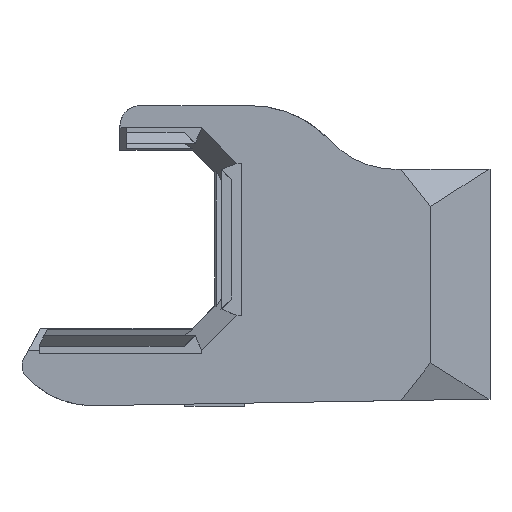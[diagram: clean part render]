
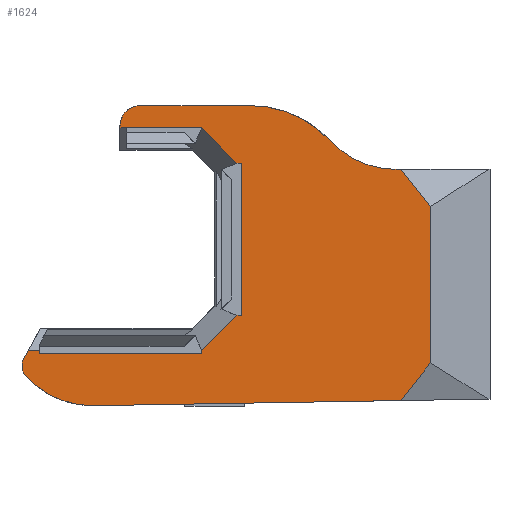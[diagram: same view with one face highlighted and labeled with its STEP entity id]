
A CAD part, front view. The second image highlights one B-rep face of the part: STEP entity #1624.
In plain terms, the highlighted planar face has unit normal (0, -1, 0).
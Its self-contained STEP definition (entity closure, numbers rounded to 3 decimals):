
#1=DIRECTION('',(0.,0.,-1.));
#2=VECTOR('',#1,0.426);
#3=CARTESIAN_POINT('',(-18.814,0.,7.5));
#4=LINE('',#3,#2);
#5=DIRECTION('',(1.,0.,0.));
#6=VECTOR('',#5,21.807);
#7=CARTESIAN_POINT('',(-18.814,0.,7.074));
#8=LINE('',#7,#6);
#9=DIRECTION('',(0.,0.,1.));
#10=VECTOR('',#9,0.426);
#11=CARTESIAN_POINT('',(2.993,0.,7.074));
#12=LINE('',#11,#10);
#13=DIRECTION('',(0.707,0.,0.707));
#14=VECTOR('',#13,6.728);
#15=CARTESIAN_POINT('',(2.993,0.,7.5));
#16=LINE('',#15,#14);
#17=DIRECTION('',(1.,0.,0.));
#18=VECTOR('',#17,0.6);
#19=CARTESIAN_POINT('',(7.75,0.,12.257));
#20=LINE('',#19,#18);
#21=DIRECTION('',(0.,0.,1.));
#22=VECTOR('',#21,20.485);
#23=CARTESIAN_POINT('',(8.35,0.,12.257));
#24=LINE('',#23,#22);
#25=DIRECTION('',(-1.,0.,0.));
#26=VECTOR('',#25,0.6);
#27=CARTESIAN_POINT('',(8.35,0.,32.743));
#28=LINE('',#27,#26);
#29=DIRECTION('',(-0.707,0.,0.707));
#30=VECTOR('',#29,6.728);
#31=CARTESIAN_POINT('',(7.75,0.,32.743));
#32=LINE('',#31,#30);
#33=DIRECTION('',(0.,0.,1.));
#34=VECTOR('',#33,0.021);
#35=CARTESIAN_POINT('',(2.993,0.,37.5));
#36=LINE('',#35,#34);
#37=DIRECTION('',(-1.,0.,0.));
#38=VECTOR('',#37,10.093);
#39=CARTESIAN_POINT('',(2.993,0.,37.521));
#40=LINE('',#39,#38);
#41=DIRECTION('',(0.,0.,-1.));
#42=VECTOR('',#41,0.021);
#43=CARTESIAN_POINT('',(-7.1,0.,37.521));
#44=LINE('',#43,#42);
#45=DIRECTION('',(1.,0.,0.));
#46=VECTOR('',#45,0.9);
#47=CARTESIAN_POINT('',(-8.,0.,37.5));
#48=LINE('',#47,#46);
#49=DIRECTION('',(0.,0.,-1.));
#50=VECTOR('',#49,0.2);
#51=CARTESIAN_POINT('',(-8.,0.,37.7));
#52=LINE('',#51,#50);
#53=CARTESIAN_POINT('',(-5.2,0.,37.7));
#54=DIRECTION('',(0.,-1.,0.));
#55=DIRECTION('',(0.,0.,1.));
#56=AXIS2_PLACEMENT_3D('',#53,#54,#55);
#58=DIRECTION('',(-1.,0.,0.));
#59=VECTOR('',#58,14.638);
#60=CARTESIAN_POINT('',(9.438,0.,40.5));
#61=LINE('',#60,#59);
#62=CARTESIAN_POINT('',(9.438,0.,25.7));
#63=DIRECTION('',(0.,-1.,0.));
#64=DIRECTION('',(0.733,0.,0.68));
#65=AXIS2_PLACEMENT_3D('',#62,#63,#64);
#67=DIRECTION('',(-1.,0.,0.));
#68=VECTOR('',#67,0.646);
#69=CARTESIAN_POINT('',(29.8,0.,31.9));
#70=LINE('',#69,#68);
#71=DIRECTION('',(-0.625,0.,0.781));
#72=VECTOR('',#71,6.403);
#73=CARTESIAN_POINT('',(33.8,0.,26.9));
#74=LINE('',#73,#72);
#75=DIRECTION('',(0.,0.,1.));
#76=VECTOR('',#75,21.033);
#77=CARTESIAN_POINT('',(33.8,0.,5.867));
#78=LINE('',#77,#76);
#79=DIRECTION('',(-0.62,0.,-0.785));
#80=VECTOR('',#79,6.455);
#81=CARTESIAN_POINT('',(33.8,0.,5.867));
#82=LINE('',#81,#80);
#83=DIRECTION('',(1.,0.,0.017));
#84=VECTOR('',#83,41.266);
#85=CARTESIAN_POINT('',(-11.46,0.,0.112));
#86=LINE('',#85,#84);
#87=CARTESIAN_POINT('',(-11.662,0.,12.211));
#88=DIRECTION('',(0.,-1.,0.));
#89=DIRECTION('',(-0.744,0.,-0.669));
#90=AXIS2_PLACEMENT_3D('',#87,#88,#89);
#92=CARTESIAN_POINT('',(-19.172,0.,5.457));
#93=DIRECTION('',(0.,-1.,0.));
#94=DIRECTION('',(-0.877,0.,0.48));
#95=AXIS2_PLACEMENT_3D('',#92,#93,#94);
#97=DIRECTION('',(-0.48,0.,-0.877));
#98=VECTOR('',#97,1.233);
#99=CARTESIAN_POINT('',(-20.334,0.,7.5));
#100=LINE('',#99,#98);
#101=DIRECTION('',(-1.,0.,0.));
#102=VECTOR('',#101,1.519);
#103=CARTESIAN_POINT('',(-18.814,0.,7.5));
#104=LINE('',#103,#102);
#694=CARTESIAN_POINT('',(29.154,0.,44.));
#695=DIRECTION('',(0.,1.,0.));
#696=DIRECTION('',(0.,0.,-1.));
#697=AXIS2_PLACEMENT_3D('',#694,#695,#696);
#1271=CARTESIAN_POINT('',(-5.2,0.,40.5));
#1272=CARTESIAN_POINT('',(-8.,0.,37.7));
#1273=VERTEX_POINT('',#1271);
#1274=VERTEX_POINT('',#1272);
#1294=CARTESIAN_POINT('',(-8.,0.,37.5));
#1296=VERTEX_POINT('',#1294);
#1317=CARTESIAN_POINT('',(-20.334,0.,7.5));
#1318=VERTEX_POINT('',#1317);
#1379=CARTESIAN_POINT('',(20.286,0.,35.768));
#1380=VERTEX_POINT('',#1379);
#1381=CARTESIAN_POINT('',(9.438,0.,40.5));
#1382=VERTEX_POINT('',#1381);
#1385=CARTESIAN_POINT('',(29.154,0.,31.9));
#1386=VERTEX_POINT('',#1385);
#1397=CARTESIAN_POINT('',(-18.814,0.,7.5));
#1398=CARTESIAN_POINT('',(-18.814,0.,7.074));
#1399=VERTEX_POINT('',#1397);
#1400=VERTEX_POINT('',#1398);
#1401=CARTESIAN_POINT('',(2.993,0.,7.074));
#1402=VERTEX_POINT('',#1401);
#1403=CARTESIAN_POINT('',(2.993,0.,7.5));
#1404=VERTEX_POINT('',#1403);
#1405=CARTESIAN_POINT('',(7.75,0.,12.257));
#1406=CARTESIAN_POINT('',(8.35,0.,12.257));
#1407=VERTEX_POINT('',#1405);
#1408=VERTEX_POINT('',#1406);
#1409=CARTESIAN_POINT('',(8.35,0.,32.743));
#1410=VERTEX_POINT('',#1409);
#1411=CARTESIAN_POINT('',(7.75,0.,32.743));
#1412=VERTEX_POINT('',#1411);
#1413=CARTESIAN_POINT('',(2.993,0.,37.5));
#1414=CARTESIAN_POINT('',(2.993,0.,37.521));
#1415=VERTEX_POINT('',#1413);
#1416=VERTEX_POINT('',#1414);
#1417=CARTESIAN_POINT('',(-7.1,0.,37.521));
#1418=VERTEX_POINT('',#1417);
#1419=CARTESIAN_POINT('',(-7.1,0.,37.5));
#1420=VERTEX_POINT('',#1419);
#1475=CARTESIAN_POINT('',(33.8,0.,5.867));
#1476=CARTESIAN_POINT('',(29.801,0.,0.8));
#1477=VERTEX_POINT('',#1475);
#1478=VERTEX_POINT('',#1476);
#1481=CARTESIAN_POINT('',(33.8,0.,26.9));
#1482=CARTESIAN_POINT('',(29.8,0.,31.9));
#1483=VERTEX_POINT('',#1481);
#1484=VERTEX_POINT('',#1482);
#1543=CARTESIAN_POINT('',(-11.46,0.,0.112));
#1544=VERTEX_POINT('',#1543);
#1555=CARTESIAN_POINT('',(-20.926,0.,6.418));
#1556=CARTESIAN_POINT('',(-20.659,0.,4.12));
#1557=VERTEX_POINT('',#1555);
#1558=VERTEX_POINT('',#1556);
#1565=CARTESIAN_POINT('',(0.,0.,0.));
#1566=DIRECTION('',(0.,-1.,0.));
#1567=DIRECTION('',(1.,0.,0.));
#1568=AXIS2_PLACEMENT_3D('',#1565,#1566,#1567);
#1569=PLANE('',#1568);
#1571=ORIENTED_EDGE('',*,*,#1570,.T.);
#1573=ORIENTED_EDGE('',*,*,#1572,.T.);
#1575=ORIENTED_EDGE('',*,*,#1574,.T.);
#1577=ORIENTED_EDGE('',*,*,#1576,.T.);
#1579=ORIENTED_EDGE('',*,*,#1578,.T.);
#1581=ORIENTED_EDGE('',*,*,#1580,.T.);
#1583=ORIENTED_EDGE('',*,*,#1582,.T.);
#1585=ORIENTED_EDGE('',*,*,#1584,.T.);
#1587=ORIENTED_EDGE('',*,*,#1586,.T.);
#1589=ORIENTED_EDGE('',*,*,#1588,.T.);
#1591=ORIENTED_EDGE('',*,*,#1590,.T.);
#1593=ORIENTED_EDGE('',*,*,#1592,.F.);
#1595=ORIENTED_EDGE('',*,*,#1594,.F.);
#1597=ORIENTED_EDGE('',*,*,#1596,.F.);
#1599=ORIENTED_EDGE('',*,*,#1598,.F.);
#1601=ORIENTED_EDGE('',*,*,#1600,.F.);
#1603=ORIENTED_EDGE('',*,*,#1602,.F.);
#1605=ORIENTED_EDGE('',*,*,#1604,.F.);
#1607=ORIENTED_EDGE('',*,*,#1606,.F.);
#1609=ORIENTED_EDGE('',*,*,#1608,.F.);
#1611=ORIENTED_EDGE('',*,*,#1610,.T.);
#1613=ORIENTED_EDGE('',*,*,#1612,.F.);
#1615=ORIENTED_EDGE('',*,*,#1614,.F.);
#1617=ORIENTED_EDGE('',*,*,#1616,.F.);
#1619=ORIENTED_EDGE('',*,*,#1618,.F.);
#1621=ORIENTED_EDGE('',*,*,#1620,.F.);
#1622=EDGE_LOOP('',(#1571,#1573,#1575,#1577,#1579,#1581,#1583,#1585,#1587,#1589,
#1591,#1593,#1595,#1597,#1599,#1601,#1603,#1605,#1607,#1609,#1611,#1613,#1615,
#1617,#1619,#1621));
#1623=FACE_OUTER_BOUND('',#1622,.F.);
#1624=ADVANCED_FACE('',(#1623),#1569,.T.);
#57=CIRCLE('',#56,2.8);
#66=CIRCLE('',#65,14.8);
#91=CIRCLE('',#90,12.1);
#96=CIRCLE('',#95,2.);
#698=CIRCLE('',#697,12.1);
#1570=EDGE_CURVE('',#1399,#1400,#4,.T.);
#1572=EDGE_CURVE('',#1400,#1402,#8,.T.);
#1574=EDGE_CURVE('',#1402,#1404,#12,.T.);
#1576=EDGE_CURVE('',#1404,#1407,#16,.T.);
#1578=EDGE_CURVE('',#1407,#1408,#20,.T.);
#1580=EDGE_CURVE('',#1408,#1410,#24,.T.);
#1582=EDGE_CURVE('',#1410,#1412,#28,.T.);
#1584=EDGE_CURVE('',#1412,#1415,#32,.T.);
#1586=EDGE_CURVE('',#1415,#1416,#36,.T.);
#1588=EDGE_CURVE('',#1416,#1418,#40,.T.);
#1590=EDGE_CURVE('',#1418,#1420,#44,.T.);
#1592=EDGE_CURVE('',#1296,#1420,#48,.T.);
#1594=EDGE_CURVE('',#1274,#1296,#52,.T.);
#1596=EDGE_CURVE('',#1273,#1274,#57,.T.);
#1598=EDGE_CURVE('',#1382,#1273,#61,.T.);
#1600=EDGE_CURVE('',#1380,#1382,#66,.T.);
#1602=EDGE_CURVE('',#1386,#1380,#698,.T.);
#1604=EDGE_CURVE('',#1484,#1386,#70,.T.);
#1606=EDGE_CURVE('',#1483,#1484,#74,.T.);
#1608=EDGE_CURVE('',#1477,#1483,#78,.T.);
#1610=EDGE_CURVE('',#1477,#1478,#82,.T.);
#1612=EDGE_CURVE('',#1544,#1478,#86,.T.);
#1614=EDGE_CURVE('',#1558,#1544,#91,.T.);
#1616=EDGE_CURVE('',#1557,#1558,#96,.T.);
#1618=EDGE_CURVE('',#1318,#1557,#100,.T.);
#1620=EDGE_CURVE('',#1399,#1318,#104,.T.);
